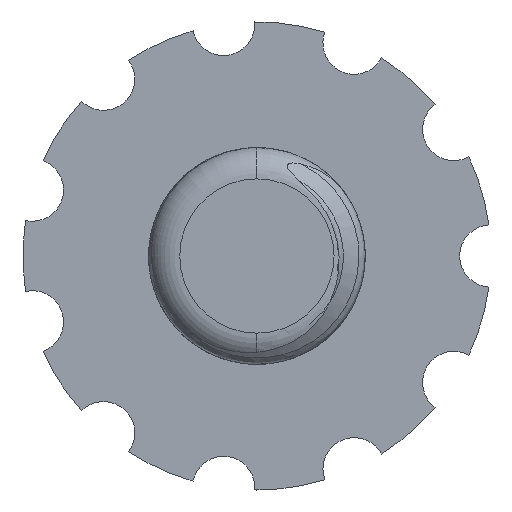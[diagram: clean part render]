
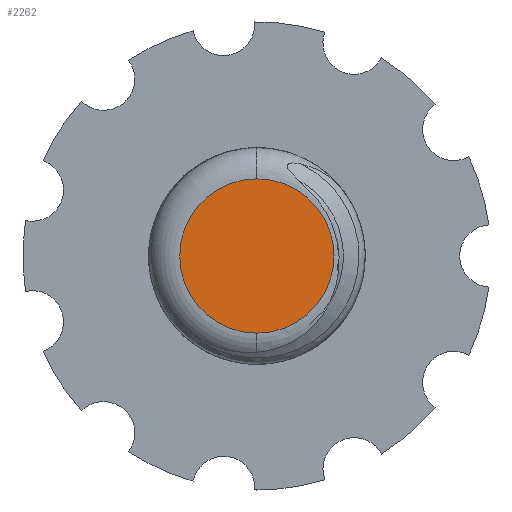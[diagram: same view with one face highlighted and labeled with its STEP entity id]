
A CAD part, front view. The second image highlights one B-rep face of the part: STEP entity #2262.
In plain terms, the highlighted planar face has unit normal (0, -1, 0).
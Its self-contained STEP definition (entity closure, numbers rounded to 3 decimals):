
#49 = CIRCLE ( 'NONE', #1162, 2.473 ) ;
#198 = ORIENTED_EDGE ( 'NONE', *, *, #1321, .T. ) ;
#199 = ORIENTED_EDGE ( 'NONE', *, *, #1204, .T. ) ;
#413 = VERTEX_POINT ( 'NONE', #2142 ) ;
#422 = VERTEX_POINT ( 'NONE', #2133 ) ;
#470 = EDGE_LOOP ( 'NONE', ( #198, #199 ) ) ;
#770 = DIRECTION ( 'NONE',  ( 0., 0., 1. ) ) ;
#771 = DIRECTION ( 'NONE',  ( 0., -1., 0. ) ) ;
#775 = CARTESIAN_POINT ( 'NONE',  ( 0., 0., 0. ) ) ;
#1162 = AXIS2_PLACEMENT_3D ( 'NONE', #1845, #1844, #1843 ) ;
#1204 = EDGE_CURVE ( 'NONE', #422, #413, #49, .T. ) ;
#1321 = EDGE_CURVE ( 'NONE', #413, #422, #1377, .T. ) ;
#1377 = CIRCLE ( 'NONE', #5687, 2.473 ) ;
#1457 = FACE_OUTER_BOUND ( 'NONE', #470, .T. ) ;
#1843 = DIRECTION ( 'NONE',  ( 0., 0., 1. ) ) ;
#1844 = DIRECTION ( 'NONE',  ( 0., -1., 0. ) ) ;
#1845 = CARTESIAN_POINT ( 'NONE',  ( 0., 0., 0. ) ) ;
#2133 = CARTESIAN_POINT ( 'NONE',  ( 0., 0., -2.473 ) ) ;
#2142 = CARTESIAN_POINT ( 'NONE',  ( 0., 0., 2.473 ) ) ;
#2262 = ADVANCED_FACE ( 'NONE', ( #1457 ), #3799, .F. ) ;
#3796 = DIRECTION ( 'NONE',  ( 0., 0., 1. ) ) ;
#3797 = DIRECTION ( 'NONE',  ( 0., 1., 0. ) ) ;
#3799 = PLANE ( 'NONE',  #5696 ) ;
#3801 = CARTESIAN_POINT ( 'NONE',  ( 0., 0., 0. ) ) ;
#5687 = AXIS2_PLACEMENT_3D ( 'NONE', #775, #771, #770 ) ;
#5696 = AXIS2_PLACEMENT_3D ( 'NONE', #3801, #3797, #3796 ) ;
